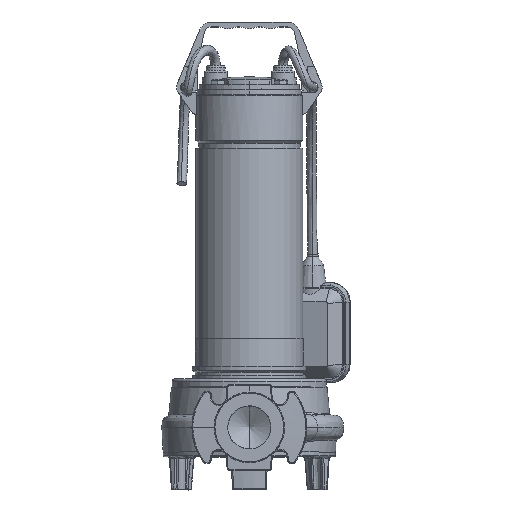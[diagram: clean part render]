
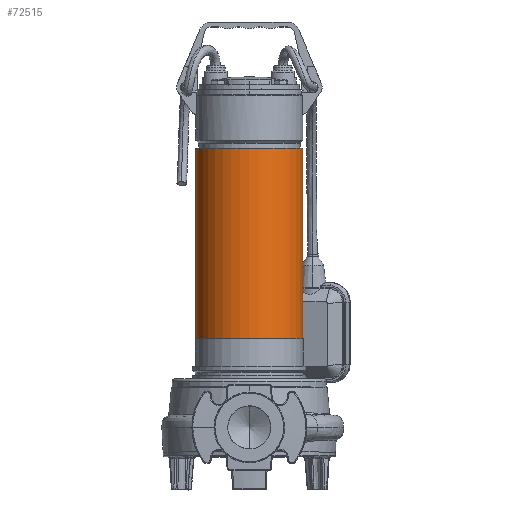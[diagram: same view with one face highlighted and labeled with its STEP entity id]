
A CAD part, top view. The second image highlights one B-rep face of the part: STEP entity #72515.
In plain terms, the highlighted cylindrical face has radius 56 mm (diameter 112 mm), a partial arc.
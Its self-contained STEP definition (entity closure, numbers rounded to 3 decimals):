
#791 = ORIENTED_EDGE ( 'NONE', *, *, #56447, .T. ) ;
#5852 = LINE ( 'NONE', #15533, #139045 ) ;
#7115 = DIRECTION ( 'NONE',  ( 0., 1., 0. ) ) ;
#13528 = CIRCLE ( 'NONE', #98268, 56. ) ;
#15533 = CARTESIAN_POINT ( 'NONE',  ( 0., -56., 322. ) ) ;
#19963 = CARTESIAN_POINT ( 'NONE',  ( 0., -56., 123. ) ) ;
#20091 = EDGE_CURVE ( 'NONE', #95399, #78347, #13528, .T. ) ;
#22118 = DIRECTION ( 'NONE',  ( 0., 0., -1. ) ) ;
#23674 = VERTEX_POINT ( 'NONE', #150774 ) ;
#30426 = AXIS2_PLACEMENT_3D ( 'NONE', #59917, #22118, #47885 ) ;
#46123 = ORIENTED_EDGE ( 'NONE', *, *, #76911, .F. ) ;
#46720 = CYLINDRICAL_SURFACE ( 'NONE', #103535, 56. ) ;
#47885 = DIRECTION ( 'NONE',  ( 0., 1., 0. ) ) ;
#56447 = EDGE_CURVE ( 'NONE', #124217, #23674, #156649, .T. ) ;
#58225 = EDGE_LOOP ( 'NONE', ( #791, #70694, #153153, #46123 ) ) ;
#59917 = CARTESIAN_POINT ( 'NONE',  ( 0., 0., 322. ) ) ;
#62676 = CARTESIAN_POINT ( 'NONE',  ( 0., 56., 322. ) ) ;
#70694 = ORIENTED_EDGE ( 'NONE', *, *, #138063, .T. ) ;
#72489 = CARTESIAN_POINT ( 'NONE',  ( 0., 0., 322. ) ) ;
#72515 = ADVANCED_FACE ( 'NONE', ( #102529 ), #46720, .T. ) ;
#76911 = EDGE_CURVE ( 'NONE', #124217, #78347, #157124, .T. ) ;
#78347 = VERTEX_POINT ( 'NONE', #169622 ) ;
#80313 = CARTESIAN_POINT ( 'NONE',  ( 0., 56., 322. ) ) ;
#86961 = CARTESIAN_POINT ( 'NONE',  ( 0., 0., 123. ) ) ;
#95399 = VERTEX_POINT ( 'NONE', #19963 ) ;
#98268 = AXIS2_PLACEMENT_3D ( 'NONE', #86961, #153984, #7115 ) ;
#102529 = FACE_OUTER_BOUND ( 'NONE', #58225, .T. ) ;
#103535 = AXIS2_PLACEMENT_3D ( 'NONE', #72489, #166118, #124914 ) ;
#124217 = VERTEX_POINT ( 'NONE', #80313 ) ;
#124914 = DIRECTION ( 'NONE',  ( 0., 1., 0. ) ) ;
#135008 = VECTOR ( 'NONE', #157970, 1000. ) ;
#138063 = EDGE_CURVE ( 'NONE', #23674, #95399, #5852, .T. ) ;
#139045 = VECTOR ( 'NONE', #157344, 1000. ) ;
#150774 = CARTESIAN_POINT ( 'NONE',  ( 0., -56., 322. ) ) ;
#153153 = ORIENTED_EDGE ( 'NONE', *, *, #20091, .T. ) ;
#153984 = DIRECTION ( 'NONE',  ( 0., 0., 1. ) ) ;
#156649 = CIRCLE ( 'NONE', #30426, 56. ) ;
#157124 = LINE ( 'NONE', #62676, #135008 ) ;
#157344 = DIRECTION ( 'NONE',  ( 0., 0., -1. ) ) ;
#157970 = DIRECTION ( 'NONE',  ( 0., 0., -1. ) ) ;
#166118 = DIRECTION ( 'NONE',  ( 0., 0., -1. ) ) ;
#169622 = CARTESIAN_POINT ( 'NONE',  ( 0., 56., 123. ) ) ;
